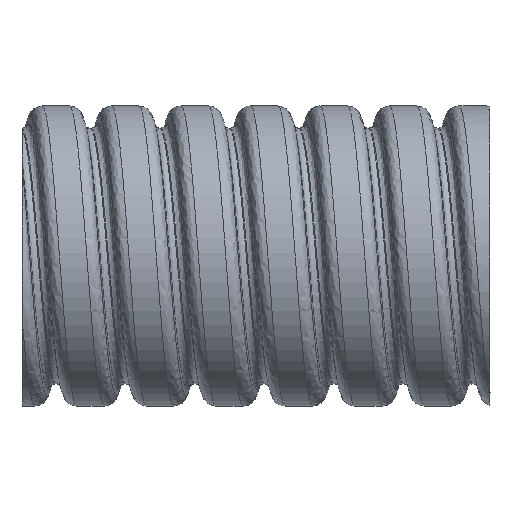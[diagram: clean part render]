
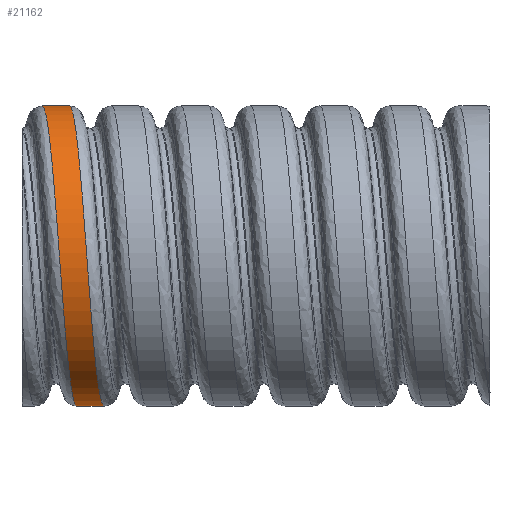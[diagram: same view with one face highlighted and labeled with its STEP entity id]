
A CAD part, front view. The second image highlights one B-rep face of the part: STEP entity #21162.
In plain terms, the highlighted cylindrical face has radius 41.7 mm (diameter 83.4 mm), a partial arc.
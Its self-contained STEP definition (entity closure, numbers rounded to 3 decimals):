
#870 = CARTESIAN_POINT ( 'NONE',  ( -107.658, -6.523, -41.187 ) ) ;
#1057 = VECTOR ( 'NONE', #10292, 1000. ) ;
#1370 = CARTESIAN_POINT ( 'NONE',  ( -115.258, -6.523, -41.187 ) ) ;
#1513 = CARTESIAN_POINT ( 'NONE',  ( -114.775, 0., -41.7 ) ) ;
#2416 = CARTESIAN_POINT ( 'NONE',  ( -115.86, -13.047, 40.153 ) ) ;
#2547 = CARTESIAN_POINT ( 'NONE',  ( -112.483, -41.187, 6.523 ) ) ;
#2978 = CARTESIAN_POINT ( 'NONE',  ( -119.6, -42.22, 0. ) ) ;
#3049 = CARTESIAN_POINT ( 'NONE',  ( -121.048, -37.155, 18.931 ) ) ;
#3357 = CARTESIAN_POINT ( 'NONE',  ( -124.425, 0., 41.7 ) ) ;
#3843 = CARTESIAN_POINT ( 'NONE',  ( 0., 0., -41.7 ) ) ;
#4152 = CARTESIAN_POINT ( 'NONE',  ( -112., -42.22, 0. ) ) ;
#4225 = CARTESIAN_POINT ( 'NONE',  ( -116.343, -6.523, 41.187 ) ) ;
#4364 = CARTESIAN_POINT ( 'NONE',  ( -110.07, -34.157, -24.816 ) ) ;
#4403 = ORIENTED_EDGE ( 'NONE', *, *, #20025, .T. ) ;
#4731 = CARTESIAN_POINT ( 'NONE',  ( -122.978, -18.931, 37.155 ) ) ;
#4952 = CARTESIAN_POINT ( 'NONE',  ( -116.223, -18.931, -37.155 ) ) ;
#5111 = DIRECTION ( 'NONE',  ( -1., 0., 0. ) ) ;
#5272 =( BOUNDED_CURVE ( )  B_SPLINE_CURVE ( 2, ( #6018, #10768, #870, #15882, #12478, #14008, #19194, #4364, #14081, #5883, #14146, #4152, #2547, #9293, #5950, #14279, #15952, #9365, #20866, #2416, #4225, #20662, #10698 ),
 .UNSPECIFIED., .F., .T. ) 
 B_SPLINE_CURVE_WITH_KNOTS ( ( 3, 2, 2, 2, 2, 2, 2, 2, 2, 2, 2, 3 ),
 ( 0.708, 0.711, 0.717, 0.722, 0.728, 0.733, 0.739, 0.744, 0.75, 0.756, 0.761, 0.764 ),
 .UNSPECIFIED. ) 
 CURVE ( )  GEOMETRIC_REPRESENTATION_ITEM ( )  RATIONAL_B_SPLINE_CURVE ( ( 0.994, 0.994, 1., 0.988, 1., 0.988, 1., 0.988, 1., 0.988, 1., 0.988, 1., 0.988, 1., 0.988, 1., 0.988, 1., 0.988, 1., 0.994, 0.994 ) ) 
 REPRESENTATION_ITEM ( '' )  );
#5456 = EDGE_LOOP ( 'NONE', ( #16977, #20244, #4403, #20309 ) ) ;
#5883 = CARTESIAN_POINT ( 'NONE',  ( -111.035, -40.153, -13.047 ) ) ;
#5950 = CARTESIAN_POINT ( 'NONE',  ( -113.448, -37.155, 18.931 ) ) ;
#6018 = CARTESIAN_POINT ( 'NONE',  ( -107.175, 0., -41.7 ) ) ;
#6239 = CARTESIAN_POINT ( 'NONE',  ( -116.825, 0., 41.7 ) ) ;
#6315 = CARTESIAN_POINT ( 'NONE',  ( -122.013, -29.486, 29.486 ) ) ;
#6797 = FACE_OUTER_BOUND ( 'NONE', #5456, .T. ) ;
#8064 = CARTESIAN_POINT ( 'NONE',  ( -119.118, -41.187, -6.523 ) ) ;
#8140 = CARTESIAN_POINT ( 'NONE',  ( -122.495, -24.816, 34.157 ) ) ;
#8212 = CARTESIAN_POINT ( 'NONE',  ( -120.083, -41.187, 6.523 ) ) ;
#9293 = CARTESIAN_POINT ( 'NONE',  ( -112.965, -40.153, 13.047 ) ) ;
#9365 = CARTESIAN_POINT ( 'NONE',  ( -114.895, -24.816, 34.157 ) ) ;
#9656 = CARTESIAN_POINT ( 'NONE',  ( -123.943, -6.523, 41.187 ) ) ;
#9810 = CARTESIAN_POINT ( 'NONE',  ( -124.425, 0., 41.7 ) ) ;
#9878 = CARTESIAN_POINT ( 'NONE',  ( -115.74, -13.047, -40.153 ) ) ;
#10292 = DIRECTION ( 'NONE',  ( -1., 0., 0. ) ) ;
#10306 = DIRECTION ( 'NONE',  ( -1., 0., 0. ) ) ;
#10515 = VERTEX_POINT ( 'NONE', #15338 ) ;
#10698 = CARTESIAN_POINT ( 'NONE',  ( -116.825, 0., 41.7 ) ) ;
#10768 = CARTESIAN_POINT ( 'NONE',  ( -107.418, -3.282, -41.7 ) ) ;
#10969 = LINE ( 'NONE', #3843, #21308 ) ;
#11185 = CARTESIAN_POINT ( 'NONE',  ( -114.775, 0., -41.7 ) ) ;
#11255 = VERTEX_POINT ( 'NONE', #3357 ) ;
#11541 = CARTESIAN_POINT ( 'NONE',  ( -117.188, -29.486, -29.486 ) ) ;
#11990 = CARTESIAN_POINT ( 'NONE',  ( 0., 0., 0. ) ) ;
#12188 = VERTEX_POINT ( 'NONE', #6239 ) ;
#12296 = VERTEX_POINT ( 'NONE', #11185 ) ;
#12478 = CARTESIAN_POINT ( 'NONE',  ( -108.623, -18.931, -37.155 ) ) ;
#12541 = EDGE_CURVE ( 'NONE', #12296, #11255, #12952, .T. ) ;
#12952 =( BOUNDED_CURVE ( )  B_SPLINE_CURVE ( 2, ( #1513, #14881, #1370, #9878, #4952, #16544, #11541, #19706, #14580, #12982, #8064, #2978, #8212, #16250, #3049, #16395, #6315, #8140, #4731, #18050, #9656, #13131, #9810 ),
 .UNSPECIFIED., .F., .T. ) 
 B_SPLINE_CURVE_WITH_KNOTS ( ( 3, 2, 2, 2, 2, 2, 2, 2, 2, 2, 2, 3 ),
 ( 0.708, 0.711, 0.717, 0.722, 0.728, 0.733, 0.739, 0.744, 0.75, 0.756, 0.761, 0.764 ),
 .UNSPECIFIED. ) 
 CURVE ( )  GEOMETRIC_REPRESENTATION_ITEM ( )  RATIONAL_B_SPLINE_CURVE ( ( 0.994, 0.994, 1., 0.988, 1., 0.988, 1., 0.988, 1., 0.988, 1., 0.988, 1., 0.988, 1., 0.988, 1., 0.988, 1., 0.988, 1., 0.994, 0.994 ) ) 
 REPRESENTATION_ITEM ( '' )  );
#12982 = CARTESIAN_POINT ( 'NONE',  ( -118.635, -40.153, -13.047 ) ) ;
#13131 = CARTESIAN_POINT ( 'NONE',  ( -124.182, -3.282, 41.7 ) ) ;
#13580 = DIRECTION ( 'NONE',  ( 0., 0., 1. ) ) ;
#14008 = CARTESIAN_POINT ( 'NONE',  ( -109.105, -24.816, -34.157 ) ) ;
#14081 = CARTESIAN_POINT ( 'NONE',  ( -110.553, -37.155, -18.931 ) ) ;
#14146 = CARTESIAN_POINT ( 'NONE',  ( -111.518, -41.187, -6.523 ) ) ;
#14187 = EDGE_CURVE ( 'NONE', #10515, #12296, #10969, .T. ) ;
#14279 = CARTESIAN_POINT ( 'NONE',  ( -113.93, -34.157, 24.816 ) ) ;
#14580 = CARTESIAN_POINT ( 'NONE',  ( -118.153, -37.155, -18.931 ) ) ;
#14759 = CARTESIAN_POINT ( 'NONE',  ( 0., 0., 41.7 ) ) ;
#14764 = EDGE_CURVE ( 'NONE', #10515, #12188, #5272, .T. ) ;
#14881 = CARTESIAN_POINT ( 'NONE',  ( -115.018, -3.282, -41.7 ) ) ;
#15338 = CARTESIAN_POINT ( 'NONE',  ( -107.175, 0., -41.7 ) ) ;
#15882 = CARTESIAN_POINT ( 'NONE',  ( -108.14, -13.047, -40.153 ) ) ;
#15952 = CARTESIAN_POINT ( 'NONE',  ( -114.413, -29.486, 29.486 ) ) ;
#16250 = CARTESIAN_POINT ( 'NONE',  ( -120.565, -40.153, 13.047 ) ) ;
#16395 = CARTESIAN_POINT ( 'NONE',  ( -121.53, -34.157, 24.816 ) ) ;
#16544 = CARTESIAN_POINT ( 'NONE',  ( -116.705, -24.816, -34.157 ) ) ;
#16977 = ORIENTED_EDGE ( 'NONE', *, *, #14187, .F. ) ;
#18050 = CARTESIAN_POINT ( 'NONE',  ( -123.46, -13.047, 40.153 ) ) ;
#19194 = CARTESIAN_POINT ( 'NONE',  ( -109.588, -29.486, -29.486 ) ) ;
#19212 = CYLINDRICAL_SURFACE ( 'NONE', #19284, 41.7 ) ;
#19284 = AXIS2_PLACEMENT_3D ( 'NONE', #11990, #5111, #13580 ) ;
#19706 = CARTESIAN_POINT ( 'NONE',  ( -117.67, -34.157, -24.816 ) ) ;
#20025 = EDGE_CURVE ( 'NONE', #12188, #11255, #21287, .T. ) ;
#20244 = ORIENTED_EDGE ( 'NONE', *, *, #14764, .T. ) ;
#20309 = ORIENTED_EDGE ( 'NONE', *, *, #12541, .F. ) ;
#20662 = CARTESIAN_POINT ( 'NONE',  ( -116.582, -3.282, 41.7 ) ) ;
#20866 = CARTESIAN_POINT ( 'NONE',  ( -115.378, -18.931, 37.155 ) ) ;
#21162 = ADVANCED_FACE ( 'NONE', ( #6797 ), #19212, .T. ) ;
#21287 = LINE ( 'NONE', #14759, #1057 ) ;
#21308 = VECTOR ( 'NONE', #10306, 1000. ) ;
